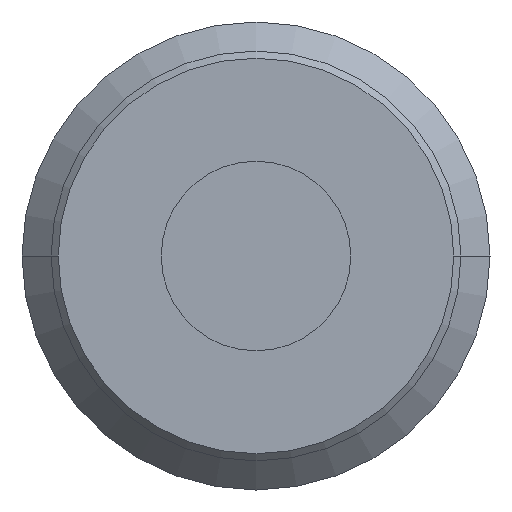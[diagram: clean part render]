
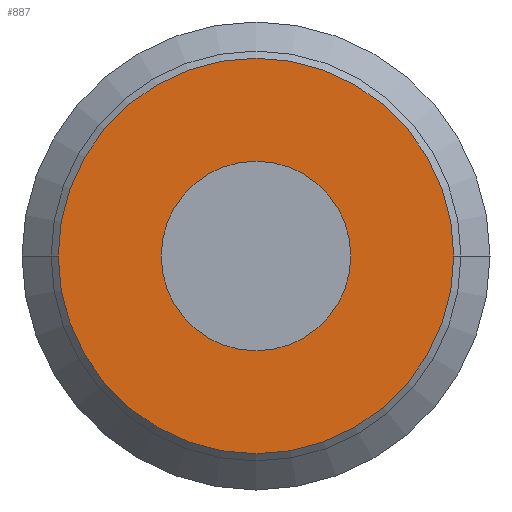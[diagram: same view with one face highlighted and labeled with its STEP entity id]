
A CAD part, left-side view. The second image highlights one B-rep face of the part: STEP entity #887.
In plain terms, the highlighted planar face has unit normal (-1, 0, 0).
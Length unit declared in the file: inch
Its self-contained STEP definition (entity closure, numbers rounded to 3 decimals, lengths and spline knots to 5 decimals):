
#788=CARTESIAN_POINT('',(-0.03,0.,0.));
#789=DIRECTION('',(-1.,0.,0.));
#790=DIRECTION('',(0.,1.,0.));
#791=AXIS2_PLACEMENT_3D('',#788,#789,#790);
#793=CARTESIAN_POINT('',(-0.03,0.,0.));
#794=DIRECTION('',(1.,0.,0.));
#795=DIRECTION('',(0.,1.,0.));
#796=AXIS2_PLACEMENT_3D('',#793,#794,#795);
#798=CARTESIAN_POINT('',(-0.03,0.,0.));
#799=DIRECTION('',(1.,0.,0.));
#800=DIRECTION('',(0.,1.,0.));
#801=AXIS2_PLACEMENT_3D('',#798,#799,#800);
#811=CARTESIAN_POINT('',(-0.03,0.,0.));
#812=DIRECTION('',(-1.,0.,0.));
#813=DIRECTION('',(0.,1.,0.));
#814=AXIS2_PLACEMENT_3D('',#811,#812,#813);
#827=CARTESIAN_POINT('',(-0.03,0.1565,0.));
#829=VERTEX_POINT('',#827);
#830=CARTESIAN_POINT('',(-0.03,0.075,0.));
#832=VERTEX_POINT('',#830);
#835=CARTESIAN_POINT('',(-0.03,-0.1565,0.));
#837=VERTEX_POINT('',#835);
#838=CARTESIAN_POINT('',(-0.03,-0.075,0.));
#840=VERTEX_POINT('',#838);
#872=CARTESIAN_POINT('',(-0.03,0.,0.));
#873=DIRECTION('',(1.,0.,0.));
#874=DIRECTION('',(0.,-1.,0.));
#875=AXIS2_PLACEMENT_3D('',#872,#873,#874);
#876=PLANE('',#875);
#877=ORIENTED_EDGE('',*,*,#864,.F.);
#878=ORIENTED_EDGE('',*,*,#853,.T.);
#879=EDGE_LOOP('',(#877,#878));
#880=FACE_OUTER_BOUND('',#879,.F.);
#882=ORIENTED_EDGE('',*,*,#881,.F.);
#884=ORIENTED_EDGE('',*,*,#883,.T.);
#885=EDGE_LOOP('',(#882,#884));
#886=FACE_BOUND('',#885,.F.);
#887=ADVANCED_FACE('',(#880,#886),#876,.F.);
#792=CIRCLE('',#791,0.1565);
#797=CIRCLE('',#796,0.1565);
#802=CIRCLE('',#801,0.075);
#815=CIRCLE('',#814,0.075);
#853=EDGE_CURVE('',#829,#837,#797,.T.);
#864=EDGE_CURVE('',#829,#837,#792,.T.);
#881=EDGE_CURVE('',#832,#840,#802,.T.);
#883=EDGE_CURVE('',#832,#840,#815,.T.);
